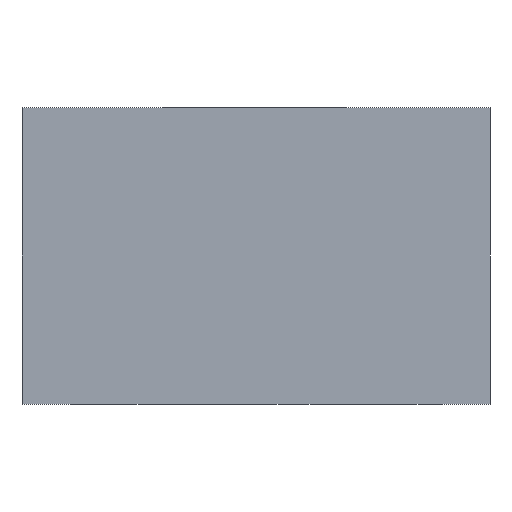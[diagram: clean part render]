
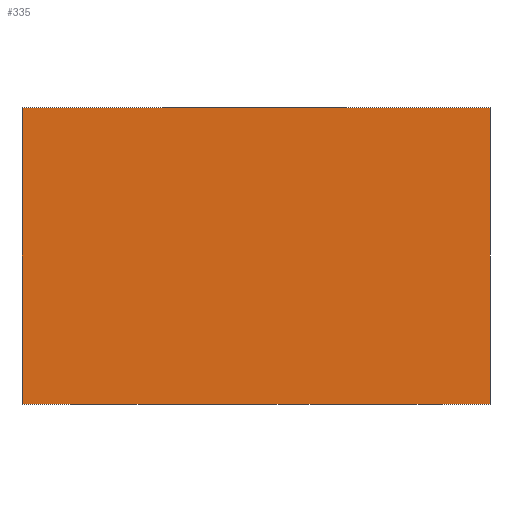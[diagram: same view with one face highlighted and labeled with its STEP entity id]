
A CAD part, front view. The second image highlights one B-rep face of the part: STEP entity #335.
In plain terms, the highlighted planar face has unit normal (0, -1, 0).
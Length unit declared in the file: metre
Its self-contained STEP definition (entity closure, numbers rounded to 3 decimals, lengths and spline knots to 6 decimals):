
#15=LINE('',#545,#31);
#19=LINE('',#557,#35);
#20=LINE('',#559,#36);
#21=LINE('',#561,#37);
#31=VECTOR('',#436,1.);
#35=VECTOR('',#448,1.);
#36=VECTOR('',#449,1.);
#37=VECTOR('',#450,1.);
#46=PLANE('',#378);
#74=ORIENTED_EDGE('',*,*,#150,.F.);
#75=ORIENTED_EDGE('',*,*,#144,.T.);
#76=ORIENTED_EDGE('',*,*,#151,.T.);
#77=ORIENTED_EDGE('',*,*,#152,.F.);
#144=EDGE_CURVE('',#182,#184,#15,.T.);
#150=EDGE_CURVE('',#182,#189,#19,.T.);
#151=EDGE_CURVE('',#184,#190,#20,.T.);
#152=EDGE_CURVE('',#189,#190,#21,.T.);
#182=VERTEX_POINT('',#540);
#184=VERTEX_POINT('',#544);
#189=VERTEX_POINT('',#558);
#190=VERTEX_POINT('',#560);
#244=EDGE_LOOP('',(#74,#75,#76,#77));
#288=FACE_BOUND('',#244,.T.);
#335=ADVANCED_FACE('',(#288),#46,.T.);
#378=AXIS2_PLACEMENT_3D('',#556,#446,#447);
#436=DIRECTION('',(-1.,0.,0.));
#446=DIRECTION('',(0.,-1.,0.));
#447=DIRECTION('',(0.,0.,-1.));
#448=DIRECTION('',(0.,0.,-1.));
#449=DIRECTION('',(0.,0.,-1.));
#450=DIRECTION('',(-1.,0.,0.));
#540=CARTESIAN_POINT('',(0.009,-0.02,0.0084));
#544=CARTESIAN_POINT('',(-0.009,-0.02,0.0084));
#545=CARTESIAN_POINT('',(0.,-0.02,0.0084));
#556=CARTESIAN_POINT('',(0.,-0.02,0.0084));
#557=CARTESIAN_POINT('',(0.009,-0.02,0.0084));
#558=CARTESIAN_POINT('',(0.009,-0.02,-0.003));
#559=CARTESIAN_POINT('',(-0.009,-0.02,0.0084));
#560=CARTESIAN_POINT('',(-0.009,-0.02,-0.003));
#561=CARTESIAN_POINT('',(0.,-0.02,-0.003));
